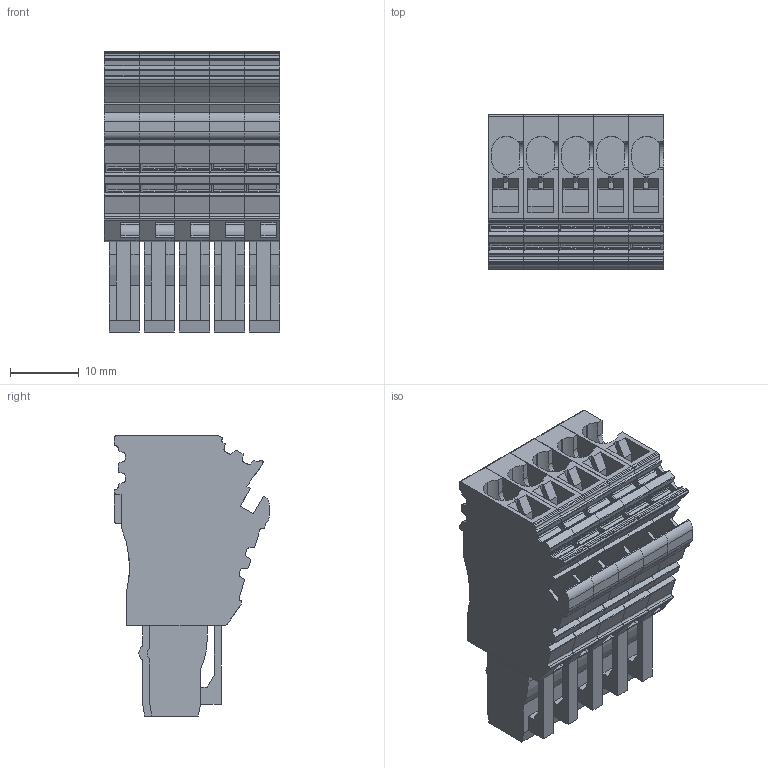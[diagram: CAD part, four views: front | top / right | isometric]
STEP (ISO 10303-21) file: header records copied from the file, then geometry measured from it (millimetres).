
FILE_DESCRIPTION(('CATIA V5R22 STEP214','CAx-IF Rec.Pracs.--- Model Styling and Organization---1.4--- 2014-01-23'),'2;1');
FILE_NAME ('022651-2_0', '2021-04-21T07:12:48+00:00', ('Weidmueller Interface'), ('Weidmueller'), 'CATIA Version 5-6 Release 2016 SP3 HF44', 'CATIA V5 STEP AP214', 'none');
FILE_SCHEMA(('AUTOMOTIVE_DESIGN { 1 0 10303 214 1 1 1 1 }'));
Products named in the file (1): 34456 ZP 2.5/1AN/QV/..._AllCATPart
Bounding box: 25.5 x 22.55 x 40.75 mm (x, y, z)
Volume: 12201.9 mm3; surface area: 12350.3 mm2
Topology: 5 solids, 5 shells, 1567 faces, 4672 edges, 3127 vertices
Faces by surface type: plane 898, cylinder 656, extrusion 13
Entity records: 51485 total; most frequent: CARTESIAN_POINT 10564, ORIENTED_EDGE 9344, DIRECTION 7144, EDGE_CURVE 4672, VECTOR 3257, LINE 3244, VERTEX_POINT 3127, AXIS2_PLACEMENT_3D 2462
